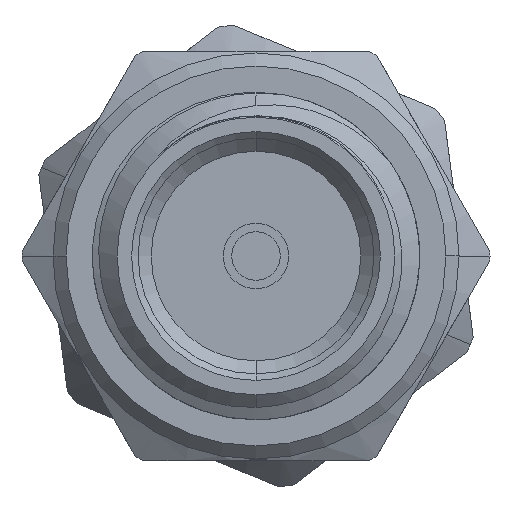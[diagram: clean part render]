
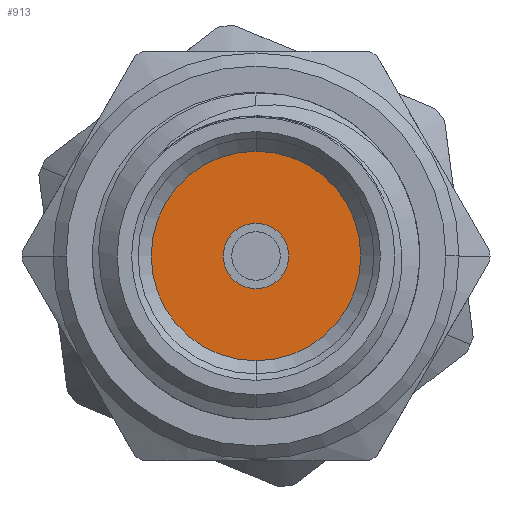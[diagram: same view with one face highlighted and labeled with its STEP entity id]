
A CAD part, left-side view. The second image highlights one B-rep face of the part: STEP entity #913.
In plain terms, the highlighted planar face has unit normal (-1, 0, 0).
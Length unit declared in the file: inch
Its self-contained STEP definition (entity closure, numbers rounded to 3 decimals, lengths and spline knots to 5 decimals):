
#63 = VERTEX_POINT ( 'NONE', #6394 ) ;
#501 = DIRECTION ( 'NONE',  ( -1., 0., 0. ) ) ;
#606 = VERTEX_POINT ( 'NONE', #2854 ) ;
#684 = DIRECTION ( 'NONE',  ( -1., 0., 0. ) ) ;
#757 = EDGE_CURVE ( 'NONE', #606, #63, #5004, .T. ) ;
#820 = EDGE_CURVE ( 'NONE', #63, #606, #2031, .T. ) ;
#913 = ADVANCED_FACE ( 'NONE', ( #1121, #3331 ), #5433, .T. ) ;
#1121 = FACE_BOUND ( 'NONE', #4948, .T. ) ;
#1134 = CARTESIAN_POINT ( 'NONE',  ( 0.08, 0., 0. ) ) ;
#1219 = EDGE_CURVE ( 'NONE', #6309, #2935, #6321, .T. ) ;
#1221 = CARTESIAN_POINT ( 'NONE',  ( 0.08, 0., 0. ) ) ;
#1453 = ORIENTED_EDGE ( 'NONE', *, *, #757, .F. ) ;
#1589 = AXIS2_PLACEMENT_3D ( 'NONE', #5738, #501, #2088 ) ;
#1740 = DIRECTION ( 'NONE',  ( 0., 0., 1. ) ) ;
#1750 = DIRECTION ( 'NONE',  ( 0., 0., 1. ) ) ;
#1775 = CARTESIAN_POINT ( 'NONE',  ( 0.08, 0., 0. ) ) ;
#1969 = ORIENTED_EDGE ( 'NONE', *, *, #1219, .T. ) ;
#2002 = CIRCLE ( 'NONE', #3869, 0.08 ) ;
#2031 = CIRCLE ( 'NONE', #4903, 0.025 ) ;
#2088 = DIRECTION ( 'NONE',  ( 0., 0., 1. ) ) ;
#2163 = CARTESIAN_POINT ( 'NONE',  ( 0.08, 0., -0.08 ) ) ;
#2257 = DIRECTION ( 'NONE',  ( -1., 0., 0. ) ) ;
#2262 = CARTESIAN_POINT ( 'NONE',  ( 0.08, 0., 0.08 ) ) ;
#2477 = EDGE_CURVE ( 'NONE', #2935, #6309, #2002, .T. ) ;
#2677 = DIRECTION ( 'NONE',  ( -1., 0., 0. ) ) ;
#2854 = CARTESIAN_POINT ( 'NONE',  ( 0.08, 0., 0.025 ) ) ;
#2935 = VERTEX_POINT ( 'NONE', #2262 ) ;
#2989 = EDGE_LOOP ( 'NONE', ( #5593, #1969 ) ) ;
#3021 = AXIS2_PLACEMENT_3D ( 'NONE', #1134, #2677, #1750 ) ;
#3209 = DIRECTION ( 'NONE',  ( 0., 0., 1. ) ) ;
#3331 = FACE_OUTER_BOUND ( 'NONE', #2989, .T. ) ;
#3469 = AXIS2_PLACEMENT_3D ( 'NONE', #1775, #2257, #1740 ) ;
#3869 = AXIS2_PLACEMENT_3D ( 'NONE', #4861, #684, #3209 ) ;
#4861 = CARTESIAN_POINT ( 'NONE',  ( 0.08, 0., 0. ) ) ;
#4903 = AXIS2_PLACEMENT_3D ( 'NONE', #1221, #6390, #4916 ) ;
#4916 = DIRECTION ( 'NONE',  ( 0., 0., 1. ) ) ;
#4948 = EDGE_LOOP ( 'NONE', ( #1453, #5097 ) ) ;
#5004 = CIRCLE ( 'NONE', #1589, 0.025 ) ;
#5097 = ORIENTED_EDGE ( 'NONE', *, *, #820, .F. ) ;
#5433 = PLANE ( 'NONE',  #3469 ) ;
#5593 = ORIENTED_EDGE ( 'NONE', *, *, #2477, .T. ) ;
#5738 = CARTESIAN_POINT ( 'NONE',  ( 0.08, 0., 0. ) ) ;
#6309 = VERTEX_POINT ( 'NONE', #2163 ) ;
#6321 = CIRCLE ( 'NONE', #3021, 0.08 ) ;
#6390 = DIRECTION ( 'NONE',  ( -1., 0., 0. ) ) ;
#6394 = CARTESIAN_POINT ( 'NONE',  ( 0.08, 0., -0.025 ) ) ;
